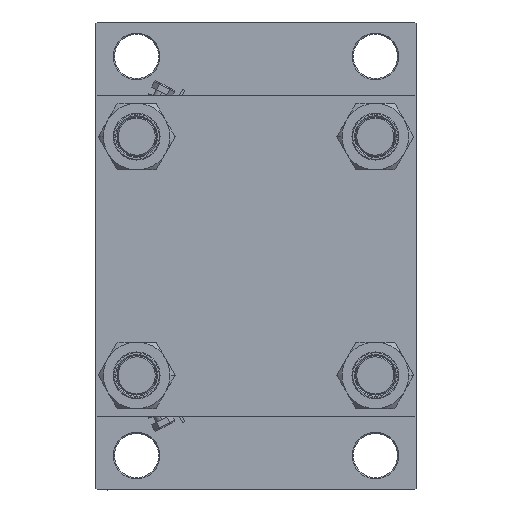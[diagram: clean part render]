
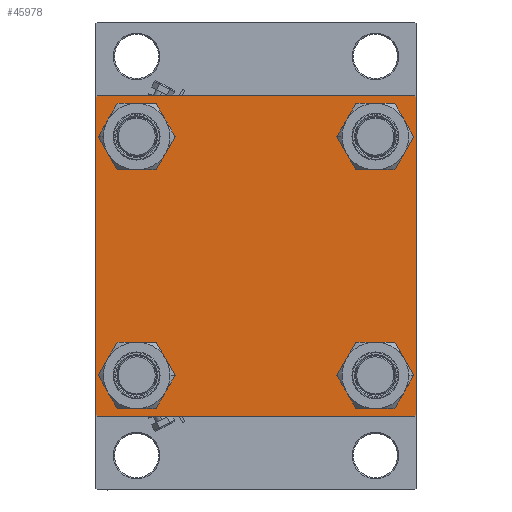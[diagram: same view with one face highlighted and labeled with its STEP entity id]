
A CAD part, left-side view. The second image highlights one B-rep face of the part: STEP entity #45978.
In plain terms, the highlighted planar face has unit normal (-1, 0, 0).
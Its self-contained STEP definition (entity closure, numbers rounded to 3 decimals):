
#492 = CIRCLE ( 'NONE', #42271, 8.5 ) ;
#782 = EDGE_CURVE ( 'NONE', #9819, #33099, #47619, .T. ) ;
#812 = LINE ( 'NONE', #37603, #37391 ) ;
#1931 = EDGE_CURVE ( 'NONE', #11709, #43560, #812, .T. ) ;
#2195 = DIRECTION ( 'NONE',  ( 0., 0., 1. ) ) ;
#2226 = DIRECTION ( 'NONE',  ( 0., -0.707, 0.707 ) ) ;
#2687 = AXIS2_PLACEMENT_3D ( 'NONE', #31694, #12460, #43060 ) ;
#2821 = PLANE ( 'NONE',  #10932 ) ;
#2990 = CARTESIAN_POINT ( 'NONE',  ( 0., 48.45, 56.95 ) ) ;
#3096 = CARTESIAN_POINT ( 'NONE',  ( 0., -48.45, 48.45 ) ) ;
#3453 = VERTEX_POINT ( 'NONE', #25431 ) ;
#5378 = FACE_OUTER_BOUND ( 'NONE', #27655, .T. ) ;
#5391 = CARTESIAN_POINT ( 'NONE',  ( 0., 48.45, -39.95 ) ) ;
#5459 = CARTESIAN_POINT ( 'NONE',  ( 0., 64.5, 65. ) ) ;
#5683 = ORIENTED_EDGE ( 'NONE', *, *, #47968, .T. ) ;
#5917 = DIRECTION ( 'NONE',  ( 0., -1., 0. ) ) ;
#5921 = CARTESIAN_POINT ( 'NONE',  ( 0., 48.45, 39.95 ) ) ;
#6614 = DIRECTION ( 'NONE',  ( 1., 0., 0. ) ) ;
#6850 = VECTOR ( 'NONE', #44284, 1000. ) ;
#8398 = VERTEX_POINT ( 'NONE', #48147 ) ;
#9044 = CARTESIAN_POINT ( 'NONE',  ( 0., -64.75, 64.75 ) ) ;
#9120 = EDGE_LOOP ( 'NONE', ( #44773, #28109 ) ) ;
#9199 = EDGE_CURVE ( 'NONE', #33099, #9819, #12727, .T. ) ;
#9274 = DIRECTION ( 'NONE',  ( 1., 0., 0. ) ) ;
#9412 = EDGE_CURVE ( 'NONE', #26065, #43560, #42873, .T. ) ;
#9819 = VERTEX_POINT ( 'NONE', #2990 ) ;
#9842 = ORIENTED_EDGE ( 'NONE', *, *, #30711, .T. ) ;
#10006 = LINE ( 'NONE', #21143, #15432 ) ;
#10729 = VERTEX_POINT ( 'NONE', #43555 ) ;
#10932 = AXIS2_PLACEMENT_3D ( 'NONE', #32938, #33175, #25296 ) ;
#11444 = CARTESIAN_POINT ( 'NONE',  ( 0., 65., 64.5 ) ) ;
#11709 = VERTEX_POINT ( 'NONE', #5459 ) ;
#12252 = CIRCLE ( 'NONE', #46973, 8.5 ) ;
#12460 = DIRECTION ( 'NONE',  ( 1., 0., 0. ) ) ;
#12589 = DIRECTION ( 'NONE',  ( 0., 0., -1. ) ) ;
#12727 = CIRCLE ( 'NONE', #33182, 8.5 ) ;
#12867 = EDGE_CURVE ( 'NONE', #45261, #10729, #47148, .T. ) ;
#13187 = CARTESIAN_POINT ( 'NONE',  ( 0., -64.5, 65. ) ) ;
#14220 = CARTESIAN_POINT ( 'NONE',  ( 0., -48.45, -48.45 ) ) ;
#15432 = VECTOR ( 'NONE', #17191, 1000. ) ;
#16784 = CARTESIAN_POINT ( 'NONE',  ( 0., 65., 65. ) ) ;
#17050 = AXIS2_PLACEMENT_3D ( 'NONE', #20642, #9274, #31000 ) ;
#17191 = DIRECTION ( 'NONE',  ( 0., 0., -1. ) ) ;
#17507 = CARTESIAN_POINT ( 'NONE',  ( 0., 48.45, 48.45 ) ) ;
#19186 = DIRECTION ( 'NONE',  ( 0., 0., 1. ) ) ;
#19783 = EDGE_CURVE ( 'NONE', #47296, #31056, #23196, .T. ) ;
#20079 = VECTOR ( 'NONE', #5917, 1000. ) ;
#20129 = LINE ( 'NONE', #27277, #20142 ) ;
#20142 = VECTOR ( 'NONE', #34449, 1000. ) ;
#20642 = CARTESIAN_POINT ( 'NONE',  ( 0., -48.45, -48.45 ) ) ;
#20918 = VERTEX_POINT ( 'NONE', #25091 ) ;
#20996 = VECTOR ( 'NONE', #2226, 1000. ) ;
#21143 = CARTESIAN_POINT ( 'NONE',  ( 0., -65., 65. ) ) ;
#21149 = DIRECTION ( 'NONE',  ( 0., 0., 1. ) ) ;
#21197 = EDGE_LOOP ( 'NONE', ( #5683, #26126 ) ) ;
#21244 = ORIENTED_EDGE ( 'NONE', *, *, #23359, .T. ) ;
#21309 = ORIENTED_EDGE ( 'NONE', *, *, #1931, .F. ) ;
#21627 = DIRECTION ( 'NONE',  ( 1., 0., 0. ) ) ;
#21763 = CARTESIAN_POINT ( 'NONE',  ( 0., -48.45, -39.95 ) ) ;
#22617 = CARTESIAN_POINT ( 'NONE',  ( 0., -65., 64.5 ) ) ;
#22873 = CIRCLE ( 'NONE', #29146, 8.5 ) ;
#23196 = CIRCLE ( 'NONE', #38957, 8.5 ) ;
#23359 = EDGE_CURVE ( 'NONE', #37940, #41881, #12252, .T. ) ;
#23666 = CARTESIAN_POINT ( 'NONE',  ( 0., 48.45, -48.45 ) ) ;
#23698 = ORIENTED_EDGE ( 'NONE', *, *, #25961, .T. ) ;
#25091 = CARTESIAN_POINT ( 'NONE',  ( 0., -64.5, -65. ) ) ;
#25296 = DIRECTION ( 'NONE',  ( 0., 0., 1. ) ) ;
#25431 = CARTESIAN_POINT ( 'NONE',  ( 0., 64.5, -65. ) ) ;
#25961 = EDGE_CURVE ( 'NONE', #44651, #42164, #28145, .T. ) ;
#26065 = VERTEX_POINT ( 'NONE', #22617 ) ;
#26121 = VECTOR ( 'NONE', #39161, 1000. ) ;
#26126 = ORIENTED_EDGE ( 'NONE', *, *, #19783, .T. ) ;
#26165 = EDGE_LOOP ( 'NONE', ( #23698, #37459 ) ) ;
#26248 = LINE ( 'NONE', #41062, #6850 ) ;
#27053 = DIRECTION ( 'NONE',  ( 1., 0., 0. ) ) ;
#27277 = CARTESIAN_POINT ( 'NONE',  ( 0., 64.75, 64.75 ) ) ;
#27458 = DIRECTION ( 'NONE',  ( 0., -1., 0. ) ) ;
#27655 = EDGE_LOOP ( 'NONE', ( #46831, #9842, #46919, #28693, #33831, #29930, #21309, #35037 ) ) ;
#27789 = EDGE_CURVE ( 'NONE', #41881, #37940, #492, .T. ) ;
#27841 = FACE_BOUND ( 'NONE', #26165, .T. ) ;
#28109 = ORIENTED_EDGE ( 'NONE', *, *, #9199, .T. ) ;
#28145 = CIRCLE ( 'NONE', #28914, 8.5 ) ;
#28152 = LINE ( 'NONE', #28630, #20996 ) ;
#28532 = CARTESIAN_POINT ( 'NONE',  ( 0., -48.45, 48.45 ) ) ;
#28630 = CARTESIAN_POINT ( 'NONE',  ( 0., -64.75, -64.75 ) ) ;
#28693 = ORIENTED_EDGE ( 'NONE', *, *, #38332, .T. ) ;
#28914 = AXIS2_PLACEMENT_3D ( 'NONE', #14220, #32967, #37648 ) ;
#29146 = AXIS2_PLACEMENT_3D ( 'NONE', #28532, #47313, #48035 ) ;
#29812 = EDGE_LOOP ( 'NONE', ( #38604, #21244 ) ) ;
#29930 = ORIENTED_EDGE ( 'NONE', *, *, #9412, .T. ) ;
#30711 = EDGE_CURVE ( 'NONE', #10729, #3453, #26248, .T. ) ;
#31000 = DIRECTION ( 'NONE',  ( 0., 0., 1. ) ) ;
#31056 = VERTEX_POINT ( 'NONE', #43148 ) ;
#31694 = CARTESIAN_POINT ( 'NONE',  ( 0., 48.45, 48.45 ) ) ;
#32679 = EDGE_CURVE ( 'NONE', #3453, #20918, #42963, .T. ) ;
#32938 = CARTESIAN_POINT ( 'NONE',  ( 0., 0., 0. ) ) ;
#32967 = DIRECTION ( 'NONE',  ( 1., 0., 0. ) ) ;
#33099 = VERTEX_POINT ( 'NONE', #5921 ) ;
#33175 = DIRECTION ( 'NONE',  ( -1., 0., 0. ) ) ;
#33182 = AXIS2_PLACEMENT_3D ( 'NONE', #17507, #6614, #2195 ) ;
#33831 = ORIENTED_EDGE ( 'NONE', *, *, #34569, .F. ) ;
#34449 = DIRECTION ( 'NONE',  ( 0., 0.707, -0.707 ) ) ;
#34569 = EDGE_CURVE ( 'NONE', #26065, #8398, #10006, .T. ) ;
#34755 = FACE_BOUND ( 'NONE', #21197, .T. ) ;
#34756 = DIRECTION ( 'NONE',  ( 1., 0., 0. ) ) ;
#35037 = ORIENTED_EDGE ( 'NONE', *, *, #37905, .T. ) ;
#35544 = CARTESIAN_POINT ( 'NONE',  ( 0., 65., -65. ) ) ;
#36458 = VECTOR ( 'NONE', #12589, 1000. ) ;
#37391 = VECTOR ( 'NONE', #27458, 1000. ) ;
#37459 = ORIENTED_EDGE ( 'NONE', *, *, #38995, .T. ) ;
#37603 = CARTESIAN_POINT ( 'NONE',  ( 0., 65., 65. ) ) ;
#37648 = DIRECTION ( 'NONE',  ( 0., 0., 1. ) ) ;
#37905 = EDGE_CURVE ( 'NONE', #11709, #45261, #20129, .T. ) ;
#37940 = VERTEX_POINT ( 'NONE', #42828 ) ;
#38332 = EDGE_CURVE ( 'NONE', #20918, #8398, #28152, .T. ) ;
#38604 = ORIENTED_EDGE ( 'NONE', *, *, #27789, .T. ) ;
#38957 = AXIS2_PLACEMENT_3D ( 'NONE', #3096, #21627, #21149 ) ;
#38995 = EDGE_CURVE ( 'NONE', #42164, #44651, #43821, .T. ) ;
#39161 = DIRECTION ( 'NONE',  ( 0., 0.707, 0.707 ) ) ;
#39191 = FACE_BOUND ( 'NONE', #9120, .T. ) ;
#40057 = CARTESIAN_POINT ( 'NONE',  ( 0., -48.45, 39.95 ) ) ;
#41062 = CARTESIAN_POINT ( 'NONE',  ( 0., 64.75, -64.75 ) ) ;
#41451 = DIRECTION ( 'NONE',  ( 0., 0., 1. ) ) ;
#41881 = VERTEX_POINT ( 'NONE', #5391 ) ;
#42164 = VERTEX_POINT ( 'NONE', #48327 ) ;
#42271 = AXIS2_PLACEMENT_3D ( 'NONE', #23666, #34756, #41451 ) ;
#42828 = CARTESIAN_POINT ( 'NONE',  ( 0., 48.45, -56.95 ) ) ;
#42873 = LINE ( 'NONE', #9044, #26121 ) ;
#42902 = FACE_BOUND ( 'NONE', #29812, .T. ) ;
#42963 = LINE ( 'NONE', #35544, #20079 ) ;
#43060 = DIRECTION ( 'NONE',  ( 0., 0., 1. ) ) ;
#43148 = CARTESIAN_POINT ( 'NONE',  ( 0., -48.45, 56.95 ) ) ;
#43555 = CARTESIAN_POINT ( 'NONE',  ( 0., 65., -64.5 ) ) ;
#43560 = VERTEX_POINT ( 'NONE', #13187 ) ;
#43821 = CIRCLE ( 'NONE', #17050, 8.5 ) ;
#44284 = DIRECTION ( 'NONE',  ( 0., -0.707, -0.707 ) ) ;
#44651 = VERTEX_POINT ( 'NONE', #21763 ) ;
#44773 = ORIENTED_EDGE ( 'NONE', *, *, #782, .T. ) ;
#45261 = VERTEX_POINT ( 'NONE', #11444 ) ;
#45596 = CARTESIAN_POINT ( 'NONE',  ( 0., 48.45, -48.45 ) ) ;
#45978 = ADVANCED_FACE ( 'NONE', ( #34755, #27841, #42902, #39191, #5378 ), #2821, .T. ) ;
#46831 = ORIENTED_EDGE ( 'NONE', *, *, #12867, .T. ) ;
#46919 = ORIENTED_EDGE ( 'NONE', *, *, #32679, .T. ) ;
#46973 = AXIS2_PLACEMENT_3D ( 'NONE', #45596, #27053, #19186 ) ;
#47148 = LINE ( 'NONE', #16784, #36458 ) ;
#47296 = VERTEX_POINT ( 'NONE', #40057 ) ;
#47313 = DIRECTION ( 'NONE',  ( 1., 0., 0. ) ) ;
#47619 = CIRCLE ( 'NONE', #2687, 8.5 ) ;
#47968 = EDGE_CURVE ( 'NONE', #31056, #47296, #22873, .T. ) ;
#48035 = DIRECTION ( 'NONE',  ( 0., 0., 1. ) ) ;
#48147 = CARTESIAN_POINT ( 'NONE',  ( 0., -65., -64.5 ) ) ;
#48327 = CARTESIAN_POINT ( 'NONE',  ( 0., -48.45, -56.95 ) ) ;
